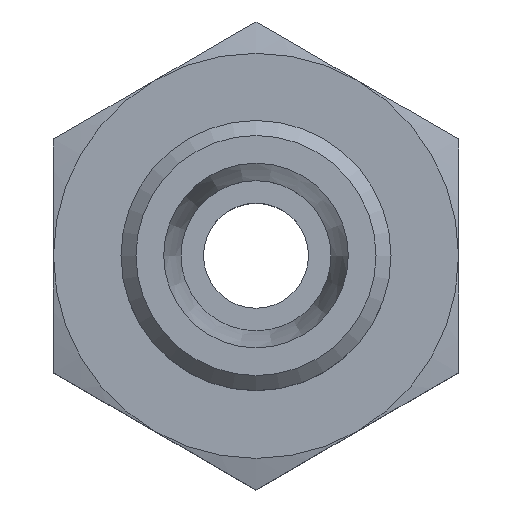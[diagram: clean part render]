
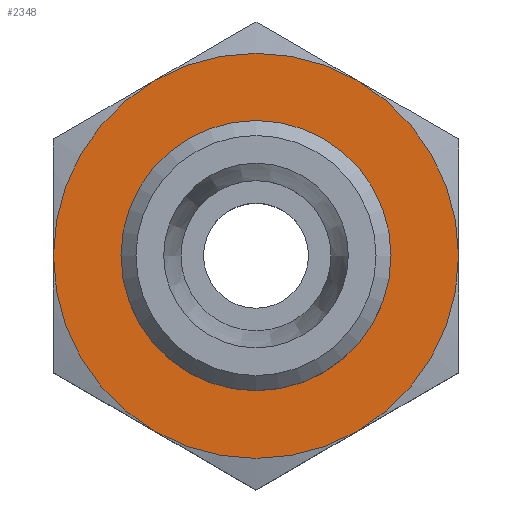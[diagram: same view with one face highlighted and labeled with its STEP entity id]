
A CAD part, top view. The second image highlights one B-rep face of the part: STEP entity #2348.
In plain terms, the highlighted planar face has unit normal (0, 0, 1).
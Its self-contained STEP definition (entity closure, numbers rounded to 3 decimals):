
#1680=CARTESIAN_POINT('',(13.5,0.,27.));
#1681=VERTEX_POINT('',#1680);
#1753=CARTESIAN_POINT('',(6.75,11.691,27.));
#1754=VERTEX_POINT('',#1753);
#1800=CARTESIAN_POINT('',(-6.75,11.691,27.));
#1801=VERTEX_POINT('',#1800);
#1847=CARTESIAN_POINT('',(-13.5,0.,27.));
#1848=VERTEX_POINT('',#1847);
#1929=CARTESIAN_POINT('',(-6.75,-11.691,27.));
#1930=VERTEX_POINT('',#1929);
#1969=CARTESIAN_POINT('',(6.75,-11.691,27.));
#1970=VERTEX_POINT('',#1969);
#2049=CARTESIAN_POINT('',(0.,0.,27.));
#2050=DIRECTION('',(0.0,0.0,1.0));
#2051=DIRECTION('',(-1.0,0.0,0.0));
#2052=AXIS2_PLACEMENT_3D('',#2049,#2050,#2051);
#2053=CIRCLE('',#2052,13.5);
#2054=EDGE_CURVE('',#1970,#1681,#2053,.T.);
#2066=CARTESIAN_POINT('',(0.,0.,27.));
#2067=DIRECTION('',(0.0,0.0,1.0));
#2068=DIRECTION('',(-1.0,0.0,0.0));
#2069=AXIS2_PLACEMENT_3D('',#2066,#2067,#2068);
#2070=CIRCLE('',#2069,13.5);
#2071=EDGE_CURVE('',#1930,#1970,#2070,.T.);
#2083=CARTESIAN_POINT('',(0.,0.,27.));
#2084=DIRECTION('',(0.0,0.0,1.0));
#2085=DIRECTION('',(-1.0,0.0,0.0));
#2086=AXIS2_PLACEMENT_3D('',#2083,#2084,#2085);
#2087=CIRCLE('',#2086,13.5);
#2088=EDGE_CURVE('',#1848,#1930,#2087,.T.);
#2099=CARTESIAN_POINT('',(0.,0.,27.));
#2100=DIRECTION('',(0.0,0.0,1.0));
#2101=DIRECTION('',(-1.0,0.0,0.0));
#2102=AXIS2_PLACEMENT_3D('',#2099,#2100,#2101);
#2103=CIRCLE('',#2102,13.5);
#2104=EDGE_CURVE('',#1801,#1848,#2103,.T.);
#2116=CARTESIAN_POINT('',(0.,0.,27.));
#2117=DIRECTION('',(0.0,0.0,1.0));
#2118=DIRECTION('',(-1.0,0.0,0.0));
#2119=AXIS2_PLACEMENT_3D('',#2116,#2117,#2118);
#2120=CIRCLE('',#2119,13.5);
#2121=EDGE_CURVE('',#1754,#1801,#2120,.T.);
#2133=CARTESIAN_POINT('',(0.,0.,27.));
#2134=DIRECTION('',(0.0,0.0,1.0));
#2135=DIRECTION('',(-1.0,0.0,0.0));
#2136=AXIS2_PLACEMENT_3D('',#2133,#2134,#2135);
#2137=CIRCLE('',#2136,13.5);
#2138=EDGE_CURVE('',#1681,#1754,#2137,.T.);
#2317=CARTESIAN_POINT('',(8.85,0.,27.));
#2318=VERTEX_POINT('',#2317);
#2319=CARTESIAN_POINT('',(0.,0.,27.));
#2320=DIRECTION('',(0.0,0.0,1.0));
#2321=DIRECTION('',(-1.0,0.0,0.0));
#2322=AXIS2_PLACEMENT_3D('',#2319,#2320,#2321);
#2323=CIRCLE('',#2322,8.85);
#2324=EDGE_CURVE('',#2318,#2318,#2323,.T.);
#2332=CARTESIAN_POINT('',(0.,0.,27.));
#2333=DIRECTION('',(0.0,0.0,1.0));
#2334=DIRECTION('',(1.0,0.0,0.0));
#2335=AXIS2_PLACEMENT_3D('',#2332,#2333,#2334);
#2336=PLANE('',#2335);
#2337=ORIENTED_EDGE('',*,*,#2138,.T.);
#2338=ORIENTED_EDGE('',*,*,#2121,.T.);
#2339=ORIENTED_EDGE('',*,*,#2104,.T.);
#2340=ORIENTED_EDGE('',*,*,#2088,.T.);
#2341=ORIENTED_EDGE('',*,*,#2071,.T.);
#2342=ORIENTED_EDGE('',*,*,#2054,.T.);
#2343=EDGE_LOOP('',(#2337,#2338,#2339,#2340,#2341,#2342));
#2344=FACE_OUTER_BOUND('',#2343,.T.);
#2345=ORIENTED_EDGE('',*,*,#2324,.F.);
#2346=EDGE_LOOP('',(#2345));
#2347=FACE_BOUND('',#2346,.T.);
#2348=ADVANCED_FACE('',(#2344,#2347),#2336,.T.);
